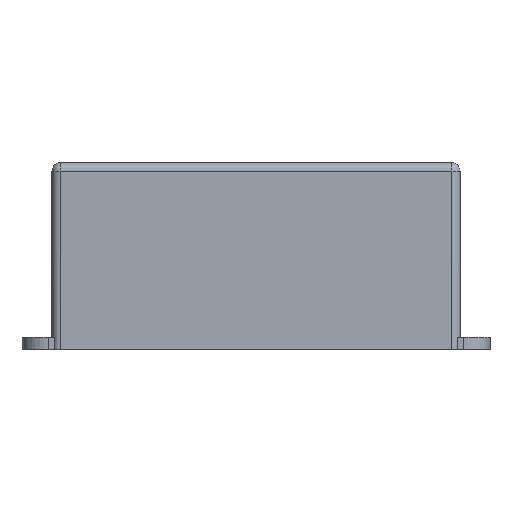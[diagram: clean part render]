
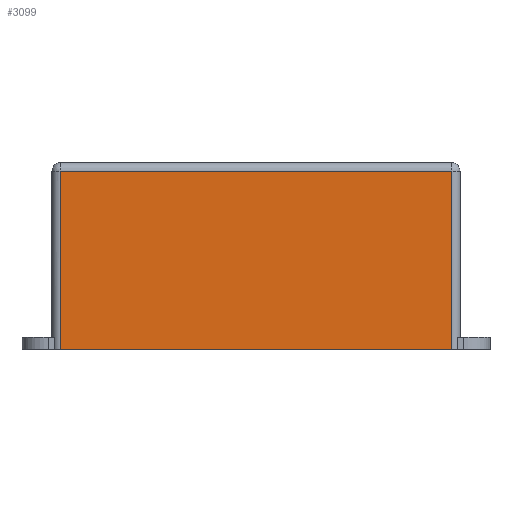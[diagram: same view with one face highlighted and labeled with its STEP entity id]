
A CAD part, front view. The second image highlights one B-rep face of the part: STEP entity #3099.
In plain terms, the highlighted planar face has unit normal (0, -1, 0).
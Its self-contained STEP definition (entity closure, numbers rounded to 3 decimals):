
#292 = CYLINDRICAL_SURFACE('',#293,1.27);
#293 = AXIS2_PLACEMENT_3D('',#294,#295,#296);
#294 = CARTESIAN_POINT('',(29.25,-32.75,0.));
#295 = DIRECTION('',(0.,0.,1.));
#296 = DIRECTION('',(-1.,0.,0.));
#415 = PLANE('',#416);
#416 = AXIS2_PLACEMENT_3D('',#417,#418,#419);
#417 = CARTESIAN_POINT('',(0.,1.346,0.));
#418 = DIRECTION('',(-0.,-0.,-1.));
#419 = DIRECTION('',(-1.,0.,0.));
#965 = VERTEX_POINT('',#966);
#966 = CARTESIAN_POINT('',(29.25,-34.02,26.65));
#993 = EDGE_CURVE('',#994,#965,#996,.T.);
#994 = VERTEX_POINT('',#995);
#995 = CARTESIAN_POINT('',(29.25,-34.02,0.));
#996 = SURFACE_CURVE('',#997,(#1001,#1008),.PCURVE_S1.);
#997 = LINE('',#998,#999);
#998 = CARTESIAN_POINT('',(29.25,-34.02,0.));
#999 = VECTOR('',#1000,1.);
#1000 = DIRECTION('',(0.,0.,1.));
#1001 = PCURVE('',#292,#1002);
#1002 = DEFINITIONAL_REPRESENTATION('',(#1003),#1007);
#1003 = LINE('',#1004,#1005);
#1004 = CARTESIAN_POINT('',(1.571,0.));
#1005 = VECTOR('',#1006,1.);
#1006 = DIRECTION('',(0.,1.));
#1007 = ( GEOMETRIC_REPRESENTATION_CONTEXT(2) 
PARAMETRIC_REPRESENTATION_CONTEXT() REPRESENTATION_CONTEXT('2D SPACE',''
  ) );
#1008 = PCURVE('',#1009,#1014);
#1009 = PLANE('',#1010);
#1010 = AXIS2_PLACEMENT_3D('',#1011,#1012,#1013);
#1011 = CARTESIAN_POINT('',(29.25,-34.02,0.));
#1012 = DIRECTION('',(0.,-1.,0.));
#1013 = DIRECTION('',(-1.,0.,0.));
#1014 = DEFINITIONAL_REPRESENTATION('',(#1015),#1019);
#1015 = LINE('',#1016,#1017);
#1016 = CARTESIAN_POINT('',(0.,-0.));
#1017 = VECTOR('',#1018,1.);
#1018 = DIRECTION('',(0.,-1.));
#1019 = ( GEOMETRIC_REPRESENTATION_CONTEXT(2) 
PARAMETRIC_REPRESENTATION_CONTEXT() REPRESENTATION_CONTEXT('2D SPACE',''
  ) );
#1657 = EDGE_CURVE('',#994,#1658,#1660,.T.);
#1658 = VERTEX_POINT('',#1659);
#1659 = CARTESIAN_POINT('',(-29.25,-34.02,0.));
#1660 = SURFACE_CURVE('',#1661,(#1665,#1672),.PCURVE_S1.);
#1661 = LINE('',#1662,#1663);
#1662 = CARTESIAN_POINT('',(29.25,-34.02,0.));
#1663 = VECTOR('',#1664,1.);
#1664 = DIRECTION('',(-1.,0.,0.));
#1665 = PCURVE('',#415,#1666);
#1666 = DEFINITIONAL_REPRESENTATION('',(#1667),#1671);
#1667 = LINE('',#1668,#1669);
#1668 = CARTESIAN_POINT('',(-29.25,-35.366));
#1669 = VECTOR('',#1670,1.);
#1670 = DIRECTION('',(1.,0.));
#1671 = ( GEOMETRIC_REPRESENTATION_CONTEXT(2) 
PARAMETRIC_REPRESENTATION_CONTEXT() REPRESENTATION_CONTEXT('2D SPACE',''
  ) );
#1672 = PCURVE('',#1009,#1673);
#1673 = DEFINITIONAL_REPRESENTATION('',(#1674),#1678);
#1674 = LINE('',#1675,#1676);
#1675 = CARTESIAN_POINT('',(0.,-0.));
#1676 = VECTOR('',#1677,1.);
#1677 = DIRECTION('',(1.,0.));
#1678 = ( GEOMETRIC_REPRESENTATION_CONTEXT(2) 
PARAMETRIC_REPRESENTATION_CONTEXT() REPRESENTATION_CONTEXT('2D SPACE',''
  ) );
#1701 = CYLINDRICAL_SURFACE('',#1702,1.27);
#1702 = AXIS2_PLACEMENT_3D('',#1703,#1704,#1705);
#1703 = CARTESIAN_POINT('',(-29.25,-32.75,0.));
#1704 = DIRECTION('',(0.,0.,1.));
#1705 = DIRECTION('',(0.,1.,0.));
#3099 = ADVANCED_FACE('',(#3100),#1009,.T.);
#3100 = FACE_BOUND('',#3101,.T.);
#3101 = EDGE_LOOP('',(#3102,#3103,#3131,#3152));
#3102 = ORIENTED_EDGE('',*,*,#993,.T.);
#3103 = ORIENTED_EDGE('',*,*,#3104,.T.);
#3104 = EDGE_CURVE('',#965,#3105,#3107,.T.);
#3105 = VERTEX_POINT('',#3106);
#3106 = CARTESIAN_POINT('',(-29.25,-34.02,26.65));
#3107 = SURFACE_CURVE('',#3108,(#3112,#3119),.PCURVE_S1.);
#3108 = LINE('',#3109,#3110);
#3109 = CARTESIAN_POINT('',(29.25,-34.02,26.65));
#3110 = VECTOR('',#3111,1.);
#3111 = DIRECTION('',(-1.,0.,0.));
#3112 = PCURVE('',#1009,#3113);
#3113 = DEFINITIONAL_REPRESENTATION('',(#3114),#3118);
#3114 = LINE('',#3115,#3116);
#3115 = CARTESIAN_POINT('',(0.,-26.65));
#3116 = VECTOR('',#3117,1.);
#3117 = DIRECTION('',(1.,0.));
#3118 = ( GEOMETRIC_REPRESENTATION_CONTEXT(2) 
PARAMETRIC_REPRESENTATION_CONTEXT() REPRESENTATION_CONTEXT('2D SPACE',''
  ) );
#3119 = PCURVE('',#3120,#3125);
#3120 = CYLINDRICAL_SURFACE('',#3121,1.27);
#3121 = AXIS2_PLACEMENT_3D('',#3122,#3123,#3124);
#3122 = CARTESIAN_POINT('',(29.25,-32.75,26.65));
#3123 = DIRECTION('',(-1.,0.,0.));
#3124 = DIRECTION('',(0.,1.,0.));
#3125 = DEFINITIONAL_REPRESENTATION('',(#3126),#3130);
#3126 = LINE('',#3127,#3128);
#3127 = CARTESIAN_POINT('',(-3.142,0.));
#3128 = VECTOR('',#3129,1.);
#3129 = DIRECTION('',(-0.,1.));
#3130 = ( GEOMETRIC_REPRESENTATION_CONTEXT(2) 
PARAMETRIC_REPRESENTATION_CONTEXT() REPRESENTATION_CONTEXT('2D SPACE',''
  ) );
#3131 = ORIENTED_EDGE('',*,*,#3132,.F.);
#3132 = EDGE_CURVE('',#1658,#3105,#3133,.T.);
#3133 = SURFACE_CURVE('',#3134,(#3138,#3145),.PCURVE_S1.);
#3134 = LINE('',#3135,#3136);
#3135 = CARTESIAN_POINT('',(-29.25,-34.02,0.));
#3136 = VECTOR('',#3137,1.);
#3137 = DIRECTION('',(0.,0.,1.));
#3138 = PCURVE('',#1009,#3139);
#3139 = DEFINITIONAL_REPRESENTATION('',(#3140),#3144);
#3140 = LINE('',#3141,#3142);
#3141 = CARTESIAN_POINT('',(58.5,0.));
#3142 = VECTOR('',#3143,1.);
#3143 = DIRECTION('',(0.,-1.));
#3144 = ( GEOMETRIC_REPRESENTATION_CONTEXT(2) 
PARAMETRIC_REPRESENTATION_CONTEXT() REPRESENTATION_CONTEXT('2D SPACE',''
  ) );
#3145 = PCURVE('',#1701,#3146);
#3146 = DEFINITIONAL_REPRESENTATION('',(#3147),#3151);
#3147 = LINE('',#3148,#3149);
#3148 = CARTESIAN_POINT('',(3.142,0.));
#3149 = VECTOR('',#3150,1.);
#3150 = DIRECTION('',(0.,1.));
#3151 = ( GEOMETRIC_REPRESENTATION_CONTEXT(2) 
PARAMETRIC_REPRESENTATION_CONTEXT() REPRESENTATION_CONTEXT('2D SPACE',''
  ) );
#3152 = ORIENTED_EDGE('',*,*,#1657,.F.);
